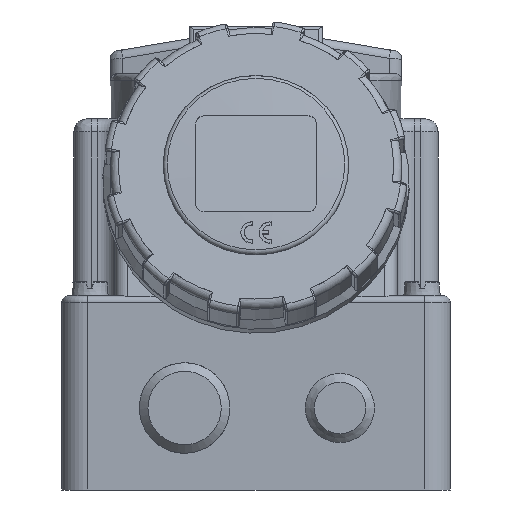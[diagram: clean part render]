
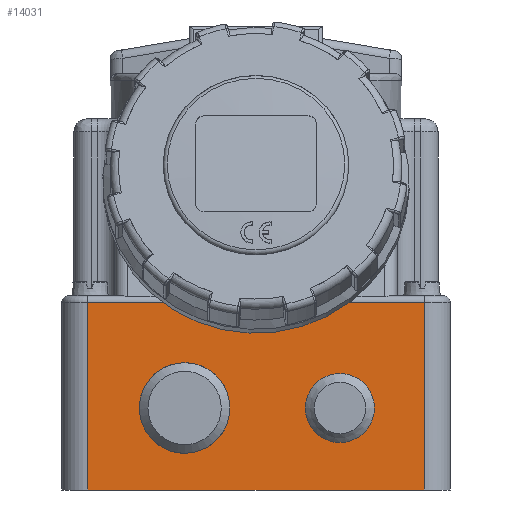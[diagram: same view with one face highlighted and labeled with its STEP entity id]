
A CAD part, front view. The second image highlights one B-rep face of the part: STEP entity #14031.
In plain terms, the highlighted planar face has unit normal (0, -1, 0).
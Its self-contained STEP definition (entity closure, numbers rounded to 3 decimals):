
#142=ELLIPSE('',#14420,5.694,5.5);
#916=FACE_BOUND('',#2409,.T.);
#917=FACE_BOUND('',#2410,.T.);
#1636=FACE_OUTER_BOUND('',#2408,.T.);
#2408=EDGE_LOOP('',(#12097,#12098,#12099,#12100,#12101,#12102));
#2409=EDGE_LOOP('',(#12103,#12104));
#2410=EDGE_LOOP('',(#12105));
#3003=CIRCLE('',#15318,10.5);
#3004=CIRCLE('',#15319,10.5);
#3005=CIRCLE('',#15320,8.);
#3027=LINE('',#18928,#3999);
#3052=LINE('',#19022,#4024);
#3291=LINE('',#21941,#4263);
#3294=LINE('',#21956,#4266);
#3970=LINE('',#28782,#4942);
#3999=VECTOR('',#15375,1.);
#4024=VECTOR('',#15452,1.);
#4263=VECTOR('',#16313,10.);
#4266=VECTOR('',#16318,10.);
#4942=VECTOR('',#18792,1.);
#4972=VERTEX_POINT('',#18925);
#4973=VERTEX_POINT('',#18927);
#5016=VERTEX_POINT('',#19021);
#5305=VERTEX_POINT('',#21762);
#5353=VERTEX_POINT('',#21930);
#5354=VERTEX_POINT('',#21944);
#6244=VERTEX_POINT('',#28783);
#6245=VERTEX_POINT('',#28784);
#6246=VERTEX_POINT('',#28787);
#6273=EDGE_CURVE('',#4972,#4973,#3027,.T.);
#6320=EDGE_CURVE('',#4973,#5016,#3052,.T.);
#6830=EDGE_CURVE('',#5353,#5305,#3291,.T.);
#6834=EDGE_CURVE('',#5016,#5354,#3294,.T.);
#6836=EDGE_CURVE('',#5353,#5354,#142,.T.);
#8223=EDGE_CURVE('',#4972,#5305,#3970,.T.);
#8224=EDGE_CURVE('',#6244,#6245,#3003,.T.);
#8225=EDGE_CURVE('',#6245,#6244,#3004,.T.);
#8226=EDGE_CURVE('',#6246,#6246,#3005,.T.);
#12097=ORIENTED_EDGE('',*,*,#6320,.F.);
#12098=ORIENTED_EDGE('',*,*,#6273,.F.);
#12099=ORIENTED_EDGE('',*,*,#8223,.T.);
#12100=ORIENTED_EDGE('',*,*,#6830,.F.);
#12101=ORIENTED_EDGE('',*,*,#6836,.T.);
#12102=ORIENTED_EDGE('',*,*,#6834,.F.);
#12103=ORIENTED_EDGE('',*,*,#8224,.T.);
#12104=ORIENTED_EDGE('',*,*,#8225,.T.);
#12105=ORIENTED_EDGE('',*,*,#8226,.T.);
#12586=PLANE('',#15317);
#14031=ADVANCED_FACE('',(#1636,#916,#917),#12586,.T.);
#14420=AXIS2_PLACEMENT_3D('',#21960,#16322,#16323);
#15317=AXIS2_PLACEMENT_3D('',#28781,#18790,#18791);
#15318=AXIS2_PLACEMENT_3D('',#28785,#18793,#18794);
#15319=AXIS2_PLACEMENT_3D('',#28786,#18795,#18796);
#15320=AXIS2_PLACEMENT_3D('',#28788,#18797,#18798);
#15375=DIRECTION('',(-1.,0.,0.));
#15452=DIRECTION('',(0.,0.,1.));
#16313=DIRECTION('',(1.,0.,0.));
#16318=DIRECTION('',(1.,0.,0.));
#16322=DIRECTION('center_axis',(0.,1.,0.));
#16323=DIRECTION('ref_axis',(0.,0.,
1.));
#18790=DIRECTION('center_axis',(0.,-1.,0.));
#18791=DIRECTION('ref_axis',(1.,0.,0.));
#18792=DIRECTION('',(0.,0.,1.));
#18793=DIRECTION('center_axis',(0.,1.,0.));
#18794=DIRECTION('ref_axis',(-1.,0.,0.));
#18795=DIRECTION('center_axis',(0.,1.,0.));
#18796=DIRECTION('ref_axis',(-1.,0.,0.));
#18797=DIRECTION('center_axis',(0.,1.,0.));
#18798=DIRECTION('ref_axis',(-1.,0.,0.));
#18925=CARTESIAN_POINT('',(39.,-85.,-6.5));
#18927=CARTESIAN_POINT('',(-39.,-85.,-6.5));
#18928=CARTESIAN_POINT('',(-39.,-85.,-6.5));
#19021=CARTESIAN_POINT('',(-39.,-85.,37.));
#19022=CARTESIAN_POINT('',(-39.,-85.,-6.5));
#21762=CARTESIAN_POINT('',(39.,-85.,37.));
#21930=CARTESIAN_POINT('',(3.25,-85.,37.));
#21941=CARTESIAN_POINT('',(19.5,-85.,37.));
#21944=CARTESIAN_POINT('',(-3.25,-85.,37.));
#21956=CARTESIAN_POINT('',(19.5,-85.,37.));
#21960=CARTESIAN_POINT('Origin',(0.,-85.,
41.594));
#28781=CARTESIAN_POINT('Origin',(39.,-85.,-6.5));
#28782=CARTESIAN_POINT('',(39.,-85.,-6.5));
#28783=CARTESIAN_POINT('',(-19.752,-85.,22.5));
#28784=CARTESIAN_POINT('',(-6.05,-85.,12.5));
#28785=CARTESIAN_POINT('Origin',(-16.55,-85.,12.5));
#28786=CARTESIAN_POINT('Origin',(-16.55,-85.,12.5));
#28787=CARTESIAN_POINT('',(27.45,-85.,12.5));
#28788=CARTESIAN_POINT('Origin',(19.45,-85.,12.5));
